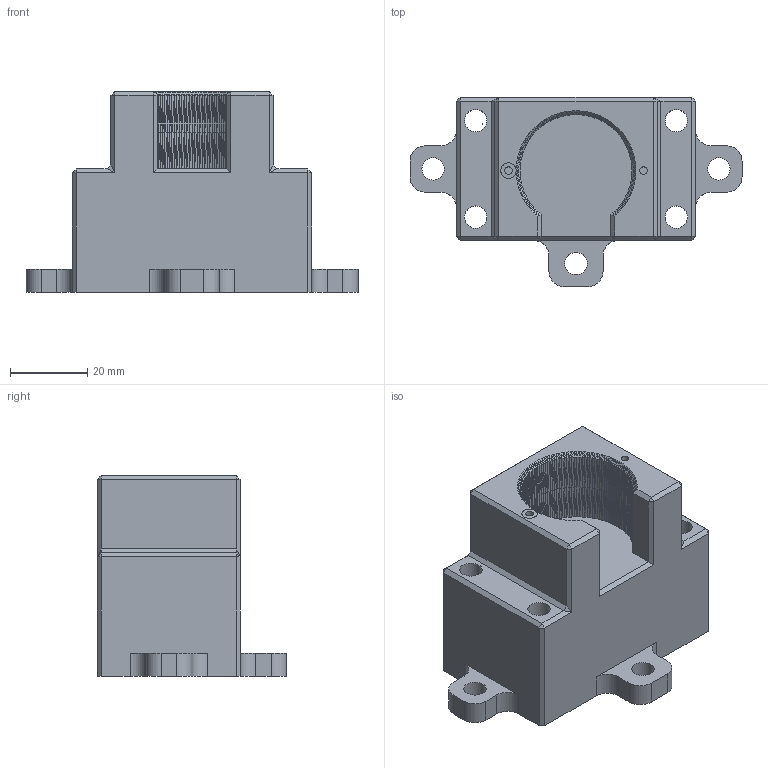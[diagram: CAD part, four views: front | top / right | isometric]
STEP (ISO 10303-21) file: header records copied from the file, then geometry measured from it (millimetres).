
FILE_DESCRIPTION(/* description */ (''),/* implementation_level */ '2;1');
FILE_NAME(/* name */ 'Stepper Motor Mount.step',/* time_stamp */ '2023-05-10T13:59:32-04:00',/* author */ (''),/* organization */ (''),/* preprocessor_version */ 'ST-DEVELOPER v19.2',/* originating_system */ 'Autodesk Translation Framework v12.4.0.73',/* authorisation */ '');
FILE_SCHEMA (('AUTOMOTIVE_DESIGN { 1 0 10303 214 3 1 1 }'));
Length unit declared in the file: millimetre
Products named in the file (2): Stepper Motor Mount; Stepper_Motor_Mount
Assembly tree (1 placements, depth 2):
  Stepper Motor Mount
    Stepper_Motor_Mount
Bounding box: 86 x 49 x 52 mm (x, y, z)
Volume: 88216.2 mm3; surface area: 18946.3 mm2
Topology: 2 solids, 2 shells, 1588 faces, 3094 edges, 1512 vertices
Faces by surface type: plane 1566, cylinder 22
Full cylindrical faces by diameter (mm): 2 x2, 5.8 x7
Entity records: 37534 total; most frequent: DIRECTION 6321, CARTESIAN_POINT 6197, ORIENTED_EDGE 6188, EDGE_CURVE 3094, LINE 3049, VECTOR 3049, AXIS2_PLACEMENT_3D 1636, EDGE_LOOP 1604
